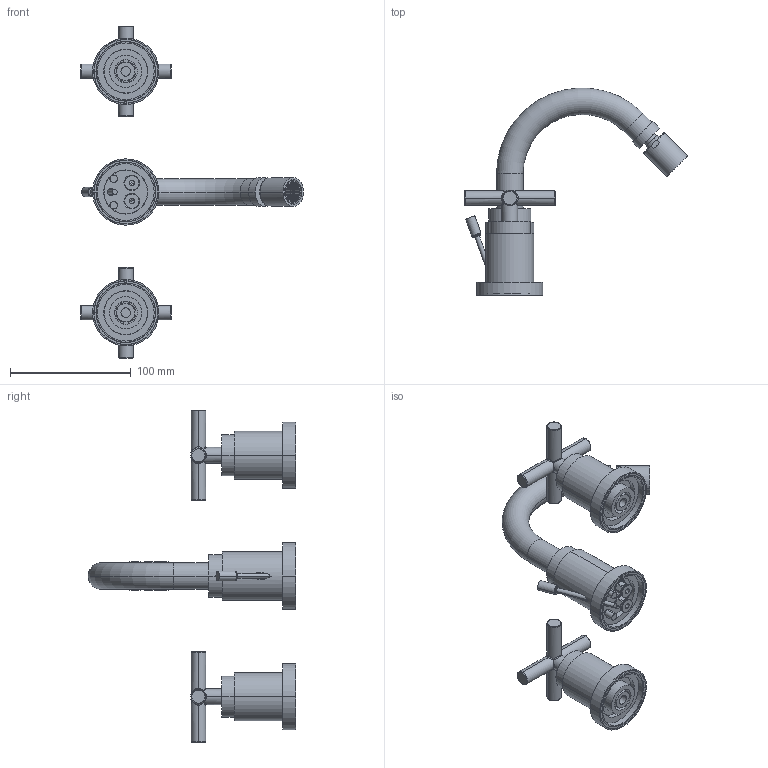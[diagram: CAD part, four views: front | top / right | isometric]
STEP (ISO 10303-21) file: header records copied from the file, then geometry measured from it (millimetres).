
FILE_DESCRIPTION((''),'2;1');
FILE_NAME('QTV118CR','2021-09-30T11:02:09',('ut3'),('PAFFONI SpA'),'CREO PARAMETRIC BY PTC INC, 2020044','CREO PARAMETRIC BY PTC INC, 2020044','');
FILE_SCHEMA(('CONFIG_CONTROL_DESIGN','SHAPE_APPEARANCE_LAYERS_GROUPS'));
Length unit declared in the file: millimetre
Products named in the file (1): QTV118CR
Bounding box: 184.68 x 172.01 x 275 mm (x, y, z)
Volume: 290059.8 mm3; surface area: 126046.7 mm2
Topology: 12 solids, 12 shells, 2593 faces, 7580 edges, 4930 vertices
Faces by surface type: plane 1975, cylinder 360, cone 128, torus 76, bspline 44, sphere 10
Entity records: 114117 total; most frequent: CARTESIAN_POINT 24138, ORIENTED_EDGE 15136, DIRECTION 14116, EDGE_CURVE 7568, VERTEX_POINT 4930, AXIS2_PLACEMENT_3D 4733, VECTOR 4650, LINE 4650
